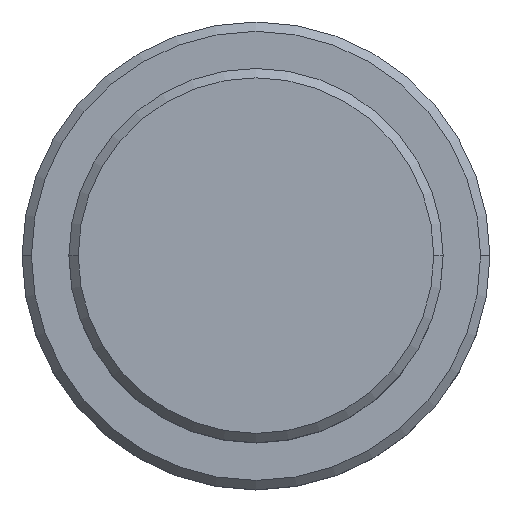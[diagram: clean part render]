
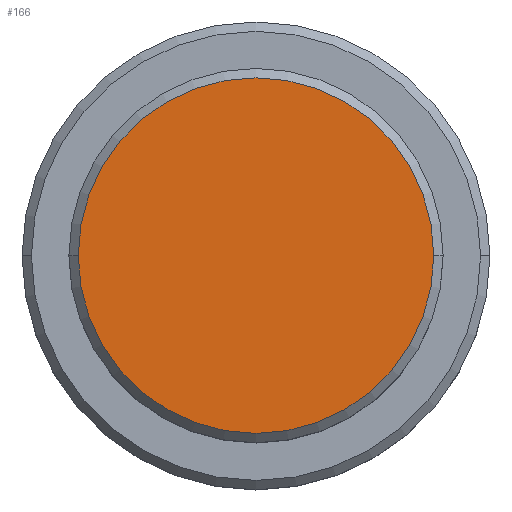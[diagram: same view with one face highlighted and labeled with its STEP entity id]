
A CAD part, top view. The second image highlights one B-rep face of the part: STEP entity #166.
In plain terms, the highlighted planar face has unit normal (0, 0, 1).
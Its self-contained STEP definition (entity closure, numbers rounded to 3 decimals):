
#40 = ORIENTED_EDGE ( 'NONE', *, *, #339, .T. ) ;
#59 = AXIS2_PLACEMENT_3D ( 'NONE', #891, #237, #341 ) ;
#79 = CARTESIAN_POINT ( 'NONE',  ( -9.5, 0., 0. ) ) ;
#99 = ORIENTED_EDGE ( 'NONE', *, *, #536, .T. ) ;
#151 = VERTEX_POINT ( 'NONE', #360 ) ;
#161 = PLANE ( 'NONE',  #390 ) ;
#166 = ADVANCED_FACE ( 'NONE', ( #913 ), #161, .T. ) ;
#213 = EDGE_LOOP ( 'NONE', ( #99, #40 ) ) ;
#237 = DIRECTION ( 'NONE',  ( 0., 0., 1. ) ) ;
#292 = VERTEX_POINT ( 'NONE', #79 ) ;
#325 = CIRCLE ( 'NONE', #852, 9.5 ) ;
#339 = EDGE_CURVE ( 'NONE', #151, #292, #697, .T. ) ;
#341 = DIRECTION ( 'NONE',  ( 1., 0., 0. ) ) ;
#360 = CARTESIAN_POINT ( 'NONE',  ( 9.5, 0., 0. ) ) ;
#366 = DIRECTION ( 'NONE',  ( 0., 0., 1. ) ) ;
#390 = AXIS2_PLACEMENT_3D ( 'NONE', #1364, #366, #1247 ) ;
#466 = DIRECTION ( 'NONE',  ( 1., 0., 0. ) ) ;
#479 = CARTESIAN_POINT ( 'NONE',  ( 0., 0., 0. ) ) ;
#536 = EDGE_CURVE ( 'NONE', #292, #151, #325, .T. ) ;
#697 = CIRCLE ( 'NONE', #59, 9.5 ) ;
#713 = DIRECTION ( 'NONE',  ( 0., 0., 1. ) ) ;
#852 = AXIS2_PLACEMENT_3D ( 'NONE', #479, #713, #466 ) ;
#891 = CARTESIAN_POINT ( 'NONE',  ( 0., 0., 0. ) ) ;
#913 = FACE_OUTER_BOUND ( 'NONE', #213, .T. ) ;
#1247 = DIRECTION ( 'NONE',  ( 1., 0., 0. ) ) ;
#1364 = CARTESIAN_POINT ( 'NONE',  ( 0., 0., 0. ) ) ;
